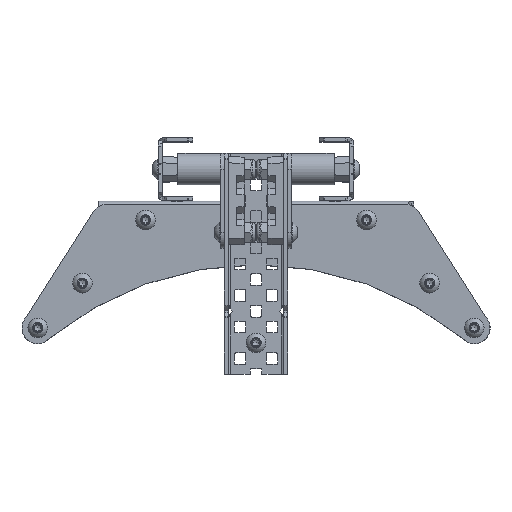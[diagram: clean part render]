
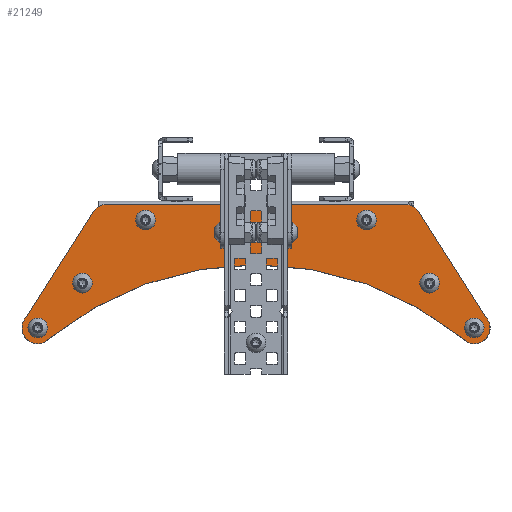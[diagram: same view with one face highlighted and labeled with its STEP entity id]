
A CAD part, top view. The second image highlights one B-rep face of the part: STEP entity #21249.
In plain terms, the highlighted planar face has unit normal (0, 0, 1).
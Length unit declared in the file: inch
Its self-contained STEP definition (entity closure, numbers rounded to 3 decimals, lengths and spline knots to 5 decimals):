
#937=FACE_BOUND('',#3607,.T.);
#938=FACE_BOUND('',#3608,.T.);
#939=FACE_BOUND('',#3609,.T.);
#940=FACE_BOUND('',#3610,.T.);
#941=FACE_BOUND('',#3611,.T.);
#942=FACE_BOUND('',#3612,.T.);
#1491=CIRCLE('',#22915,0.091);
#1493=CIRCLE('',#22918,0.091);
#1495=CIRCLE('',#22921,0.091);
#1497=CIRCLE('',#22924,0.0915);
#1499=CIRCLE('',#22927,0.091);
#1501=CIRCLE('',#22930,0.0915);
#1504=CIRCLE('',#22934,0.25);
#1506=CIRCLE('',#22937,5.1567);
#1508=CIRCLE('',#22940,0.25);
#1510=CIRCLE('',#22944,0.25);
#1512=CIRCLE('',#22948,0.25);
#2417=FACE_OUTER_BOUND('',#3606,.T.);
#3606=EDGE_LOOP('',(#16793,#16794,#16795,#16796,#16797,#16798,#16799,#16800));
#3607=EDGE_LOOP('',(#16801));
#3608=EDGE_LOOP('',(#16802));
#3609=EDGE_LOOP('',(#16803));
#3610=EDGE_LOOP('',(#16804));
#3611=EDGE_LOOP('',(#16805));
#3612=EDGE_LOOP('',(#16806));
#5567=LINE('',#33870,#7571);
#5571=LINE('',#33882,#7575);
#5575=LINE('',#33892,#7579);
#7571=VECTOR('',#26883,0.3937);
#7575=VECTOR('',#26895,0.3937);
#7579=VECTOR('',#26907,0.3937);
#9578=VERTEX_POINT('',#33810);
#9580=VERTEX_POINT('',#33816);
#9582=VERTEX_POINT('',#33822);
#9584=VERTEX_POINT('',#33828);
#9586=VERTEX_POINT('',#33834);
#9588=VERTEX_POINT('',#33840);
#9592=VERTEX_POINT('',#33849);
#9593=VERTEX_POINT('',#33851);
#9595=VERTEX_POINT('',#33857);
#9597=VERTEX_POINT('',#33863);
#9599=VERTEX_POINT('',#33869);
#9601=VERTEX_POINT('',#33875);
#9603=VERTEX_POINT('',#33881);
#9605=VERTEX_POINT('',#33887);
#12156=EDGE_CURVE('',#9578,#9578,#1491,.T.);
#12159=EDGE_CURVE('',#9580,#9580,#1493,.T.);
#12162=EDGE_CURVE('',#9582,#9582,#1495,.T.);
#12165=EDGE_CURVE('',#9584,#9584,#1497,.T.);
#12168=EDGE_CURVE('',#9586,#9586,#1499,.T.);
#12171=EDGE_CURVE('',#9588,#9588,#1501,.T.);
#12176=EDGE_CURVE('',#9593,#9592,#1504,.T.);
#12179=EDGE_CURVE('',#9595,#9593,#1506,.T.);
#12182=EDGE_CURVE('',#9597,#9595,#1508,.T.);
#12185=EDGE_CURVE('',#9599,#9597,#5567,.T.);
#12188=EDGE_CURVE('',#9601,#9599,#1510,.T.);
#12191=EDGE_CURVE('',#9603,#9601,#5571,.T.);
#12194=EDGE_CURVE('',#9605,#9603,#1512,.T.);
#12197=EDGE_CURVE('',#9592,#9605,#5575,.T.);
#16793=ORIENTED_EDGE('',*,*,#12197,.T.);
#16794=ORIENTED_EDGE('',*,*,#12194,.T.);
#16795=ORIENTED_EDGE('',*,*,#12191,.T.);
#16796=ORIENTED_EDGE('',*,*,#12188,.T.);
#16797=ORIENTED_EDGE('',*,*,#12185,.T.);
#16798=ORIENTED_EDGE('',*,*,#12182,.T.);
#16799=ORIENTED_EDGE('',*,*,#12179,.T.);
#16800=ORIENTED_EDGE('',*,*,#12176,.T.);
#16801=ORIENTED_EDGE('',*,*,#12171,.T.);
#16802=ORIENTED_EDGE('',*,*,#12168,.T.);
#16803=ORIENTED_EDGE('',*,*,#12165,.T.);
#16804=ORIENTED_EDGE('',*,*,#12162,.T.);
#16805=ORIENTED_EDGE('',*,*,#12159,.T.);
#16806=ORIENTED_EDGE('',*,*,#12156,.T.);
#20448=PLANE('',#22950);
#21249=ADVANCED_FACE('',(#2417,#937,#938,#939,#940,#941,#942),#20448,.T.);
#22915=AXIS2_PLACEMENT_3D('',#33811,#26818,#26819);
#22918=AXIS2_PLACEMENT_3D('',#33817,#26825,#26826);
#22921=AXIS2_PLACEMENT_3D('',#33823,#26832,#26833);
#22924=AXIS2_PLACEMENT_3D('',#33829,#26839,#26840);
#22927=AXIS2_PLACEMENT_3D('',#33835,#26846,#26847);
#22930=AXIS2_PLACEMENT_3D('',#33841,#26853,#26854);
#22934=AXIS2_PLACEMENT_3D('',#33852,#26863,#26864);
#22937=AXIS2_PLACEMENT_3D('',#33858,#26870,#26871);
#22940=AXIS2_PLACEMENT_3D('',#33864,#26877,#26878);
#22944=AXIS2_PLACEMENT_3D('',#33876,#26889,#26890);
#22948=AXIS2_PLACEMENT_3D('',#33888,#26901,#26902);
#22950=AXIS2_PLACEMENT_3D('',#33893,#26908,#26909);
#26818=DIRECTION('center_axis',(0.,0.,
-1.));
#26819=DIRECTION('ref_axis',(-1.,0.,0.));
#26825=DIRECTION('center_axis',(0.,0.,
-1.));
#26826=DIRECTION('ref_axis',(-1.,0.,0.));
#26832=DIRECTION('center_axis',(0.,0.,
-1.));
#26833=DIRECTION('ref_axis',(-1.,0.,0.));
#26839=DIRECTION('center_axis',(0.,0.,
-1.));
#26840=DIRECTION('ref_axis',(-1.,0.,0.));
#26846=DIRECTION('center_axis',(0.,0.,
-1.));
#26847=DIRECTION('ref_axis',(-1.,0.,0.));
#26853=DIRECTION('center_axis',(0.,0.,
-1.));
#26854=DIRECTION('ref_axis',(-1.,0.,0.));
#26863=DIRECTION('center_axis',(0.,0.,
1.));
#26864=DIRECTION('ref_axis',(0.707,0.707,0.));
#26870=DIRECTION('center_axis',(0.,0.,
-1.));
#26871=DIRECTION('ref_axis',(-0.636,-0.772,0.));
#26877=DIRECTION('center_axis',(0.,0.,
1.));
#26878=DIRECTION('ref_axis',(0.707,-0.707,0.));
#26883=DIRECTION('',(0.537,0.843,0.));
#26889=DIRECTION('center_axis',(0.,0.,
1.));
#26890=DIRECTION('ref_axis',(0.,-1.,0.));
#26895=DIRECTION('',(1.,0.,0.));
#26901=DIRECTION('center_axis',(0.,0.,
1.));
#26902=DIRECTION('ref_axis',(-0.843,-0.537,0.));
#26907=DIRECTION('',(0.537,-0.843,0.));
#26908=DIRECTION('center_axis',(0.,0.,
1.));
#26909=DIRECTION('ref_axis',(-1.,0.,0.));
#33810=CARTESIAN_POINT('',(0.2055,5.42842,0.8499));
#33811=CARTESIAN_POINT('Origin',(0.1145,5.42842,0.8499));
#33816=CARTESIAN_POINT('',(-0.7945,6.42842,0.8499));
#33817=CARTESIAN_POINT('Origin',(-0.8855,6.42842,0.8499));
#33822=CARTESIAN_POINT('',(4.7055,6.42842,0.8499));
#33823=CARTESIAN_POINT('Origin',(4.6145,6.42842,0.8499));
#33828=CARTESIAN_POINT('',(-1.50111,7.13553,0.8499));
#33829=CARTESIAN_POINT('Origin',(-1.59261,7.13553,0.8499));
#33834=CARTESIAN_POINT('',(3.7055,5.42842,0.8499));
#33835=CARTESIAN_POINT('Origin',(3.6145,5.42842,0.8499));
#33840=CARTESIAN_POINT('',(5.4131,7.13553,0.8499));
#33841=CARTESIAN_POINT('Origin',(5.3216,7.13553,0.8499));
#33849=CARTESIAN_POINT('',(-1.76939,6.95875,0.8499));
#33851=CARTESIAN_POINT('',(-1.41583,7.3123,0.8499));
#33852=CARTESIAN_POINT('Origin',(-1.59261,7.13553,0.8499));
#33857=CARTESIAN_POINT('',(5.14483,7.3123,0.8499));
#33858=CARTESIAN_POINT('Origin',(1.8645,11.29112,0.8499));
#33863=CARTESIAN_POINT('',(5.49838,6.95875,0.8499));
#33864=CARTESIAN_POINT('Origin',(5.3216,7.13553,0.8499));
#33869=CARTESIAN_POINT('',(4.43819,5.29412,0.8499));
#33870=CARTESIAN_POINT('',(4.43819,5.29412,0.8499));
#33875=CARTESIAN_POINT('',(4.22732,5.17842,0.8499));
#33876=CARTESIAN_POINT('Origin',(4.22732,5.42842,0.8499));
#33881=CARTESIAN_POINT('',(-0.49833,5.17842,0.8499));
#33882=CARTESIAN_POINT('',(-0.49833,5.17842,0.8499));
#33887=CARTESIAN_POINT('',(-0.70919,5.29412,0.8499));
#33888=CARTESIAN_POINT('Origin',(-0.49833,5.42842,0.8499));
#33892=CARTESIAN_POINT('',(-1.76939,6.95875,0.8499));
#33893=CARTESIAN_POINT('Origin',(1.8645,6.28197,0.8499));
